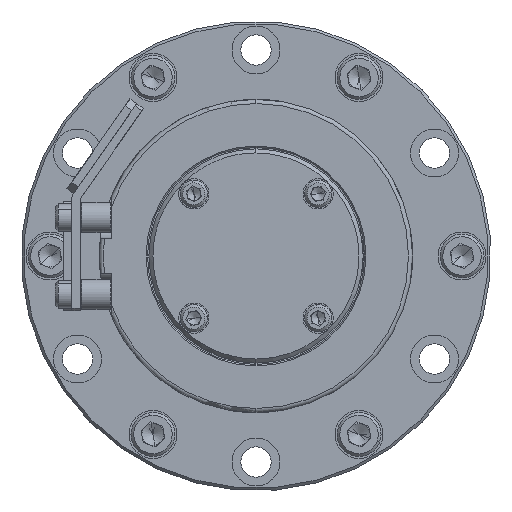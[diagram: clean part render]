
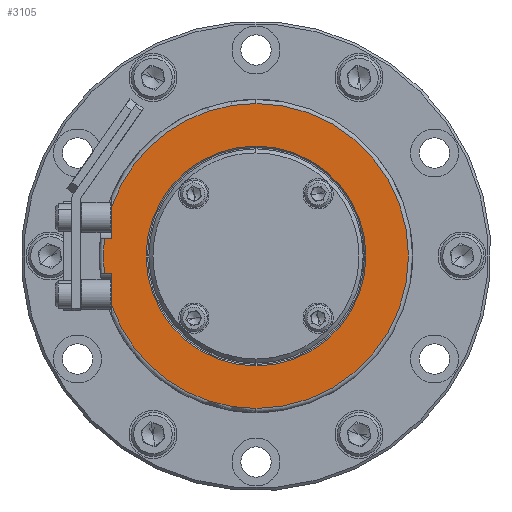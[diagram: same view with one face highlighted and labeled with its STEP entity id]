
A CAD part, left-side view. The second image highlights one B-rep face of the part: STEP entity #3105.
In plain terms, the highlighted planar face has unit normal (-1, 0, 0).
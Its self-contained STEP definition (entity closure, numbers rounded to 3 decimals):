
#157 = DIRECTION ( 'NONE',  ( 1., 0., 0. ) ) ;
#161 = DIRECTION ( 'NONE',  ( -1., 0., 0. ) ) ;
#256 = ORIENTED_EDGE ( 'NONE', *, *, #22265, .T. ) ;
#523 = VERTEX_POINT ( 'NONE', #3964 ) ;
#770 = EDGE_CURVE ( 'NONE', #5204, #17957, #8966, .T. ) ;
#832 = DIRECTION ( 'NONE',  ( 0., 1., 0. ) ) ;
#856 = DIRECTION ( 'NONE',  ( 0., 0., 1. ) ) ;
#1202 = EDGE_CURVE ( 'NONE', #19548, #1659, #10573, .T. ) ;
#1257 = FACE_OUTER_BOUND ( 'NONE', #2390, .T. ) ;
#1475 = EDGE_CURVE ( 'NONE', #19535, #17957, #19782, .T. ) ;
#1659 = VERTEX_POINT ( 'NONE', #9967 ) ;
#1669 = DIRECTION ( 'NONE',  ( -1., 0., 0. ) ) ;
#1795 = CIRCLE ( 'NONE', #21675, 55.5 ) ;
#1937 = DIRECTION ( 'NONE',  ( 0., 1., 0. ) ) ;
#1978 = AXIS2_PLACEMENT_3D ( 'NONE', #10519, #157, #12327 ) ;
#2168 = LINE ( 'NONE', #14080, #20070 ) ;
#2390 = EDGE_LOOP ( 'NONE', ( #17513, #256, #5236, #5313, #8225, #8340, #19430, #8801 ) ) ;
#3105 = ADVANCED_FACE ( 'NONE', ( #4819, #1257 ), #20974, .F. ) ;
#3153 = ORIENTED_EDGE ( 'NONE', *, *, #4210, .F. ) ;
#3259 = EDGE_CURVE ( 'NONE', #12822, #19535, #19983, .T. ) ;
#3461 = ORIENTED_EDGE ( 'NONE', *, *, #14910, .F. ) ;
#3527 = EDGE_CURVE ( 'NONE', #1659, #523, #6997, .T. ) ;
#3604 = CARTESIAN_POINT ( 'NONE',  ( 0., 55.118, -6.5 ) ) ;
#3665 = CARTESIAN_POINT ( 'NONE',  ( 0., 0., 0. ) ) ;
#3747 = AXIS2_PLACEMENT_3D ( 'NONE', #5244, #17351, #7009 ) ;
#3964 = CARTESIAN_POINT ( 'NONE',  ( 0., 52.5, 18. ) ) ;
#4210 = EDGE_CURVE ( 'NONE', #5996, #12028, #8870, .T. ) ;
#4505 = CARTESIAN_POINT ( 'NONE',  ( 0., 55.118, 6.5 ) ) ;
#4819 = FACE_BOUND ( 'NONE', #15166, .T. ) ;
#5204 = VERTEX_POINT ( 'NONE', #4505 ) ;
#5236 = ORIENTED_EDGE ( 'NONE', *, *, #770, .T. ) ;
#5244 = CARTESIAN_POINT ( 'NONE',  ( 0., 0., 0. ) ) ;
#5313 = ORIENTED_EDGE ( 'NONE', *, *, #1475, .F. ) ;
#5410 = DIRECTION ( 'NONE',  ( 0., 0., 1. ) ) ;
#5996 = VERTEX_POINT ( 'NONE', #20314 ) ;
#6002 = AXIS2_PLACEMENT_3D ( 'NONE', #16249, #10211, #15096 ) ;
#6301 = AXIS2_PLACEMENT_3D ( 'NONE', #10603, #161, #12339 ) ;
#6732 = VECTOR ( 'NONE', #21710, 1000. ) ;
#6997 = CIRCLE ( 'NONE', #21312, 55.5 ) ;
#7009 = DIRECTION ( 'NONE',  ( 0., 0., 1. ) ) ;
#8225 = ORIENTED_EDGE ( 'NONE', *, *, #3259, .F. ) ;
#8340 = ORIENTED_EDGE ( 'NONE', *, *, #13220, .T. ) ;
#8473 = CARTESIAN_POINT ( 'NONE',  ( 0., 0., 0. ) ) ;
#8801 = ORIENTED_EDGE ( 'NONE', *, *, #3527, .T. ) ;
#8870 = CIRCLE ( 'NONE', #3747, 40. ) ;
#8966 = CIRCLE ( 'NONE', #6002, 55.5 ) ;
#9612 = CARTESIAN_POINT ( 'NONE',  ( 0., 52.5, 0. ) ) ;
#9633 = CARTESIAN_POINT ( 'NONE',  ( 0., 52.5, 6.5 ) ) ;
#9967 = CARTESIAN_POINT ( 'NONE',  ( 0., 0., 55.5 ) ) ;
#10204 = DIRECTION ( 'NONE',  ( 0., 0., 1. ) ) ;
#10211 = DIRECTION ( 'NONE',  ( -1., 0., 0. ) ) ;
#10519 = CARTESIAN_POINT ( 'NONE',  ( 0., 40., 0. ) ) ;
#10573 = CIRCLE ( 'NONE', #6301, 55.5 ) ;
#10603 = CARTESIAN_POINT ( 'NONE',  ( 0., 0., 0. ) ) ;
#10638 = CARTESIAN_POINT ( 'NONE',  ( 0., 0., 40. ) ) ;
#12028 = VERTEX_POINT ( 'NONE', #10638 ) ;
#12100 = CARTESIAN_POINT ( 'NONE',  ( 0., 0., 0. ) ) ;
#12327 = DIRECTION ( 'NONE',  ( 0., 0., -1. ) ) ;
#12339 = DIRECTION ( 'NONE',  ( 0., 0., 1. ) ) ;
#12822 = VERTEX_POINT ( 'NONE', #16170 ) ;
#13220 = EDGE_CURVE ( 'NONE', #12822, #19548, #1795, .T. ) ;
#13618 = CARTESIAN_POINT ( 'NONE',  ( 0., 52.5, -6.5 ) ) ;
#13814 = DIRECTION ( 'NONE',  ( 0., 0., 1. ) ) ;
#14080 = CARTESIAN_POINT ( 'NONE',  ( 0., 52.5, 6.5 ) ) ;
#14910 = EDGE_CURVE ( 'NONE', #12028, #5996, #22110, .T. ) ;
#15096 = DIRECTION ( 'NONE',  ( 0., 0., 1. ) ) ;
#15166 = EDGE_LOOP ( 'NONE', ( #3461, #3153 ) ) ;
#15775 = DIRECTION ( 'NONE',  ( -1., 0., 0. ) ) ;
#16170 = CARTESIAN_POINT ( 'NONE',  ( 0., 52.5, -18. ) ) ;
#16249 = CARTESIAN_POINT ( 'NONE',  ( 0., 0., 0. ) ) ;
#16929 = VECTOR ( 'NONE', #856, 1000. ) ;
#16959 = AXIS2_PLACEMENT_3D ( 'NONE', #8473, #20566, #10204 ) ;
#17351 = DIRECTION ( 'NONE',  ( -1., 0., 0. ) ) ;
#17488 = LINE ( 'NONE', #19974, #16929 ) ;
#17513 = ORIENTED_EDGE ( 'NONE', *, *, #19320, .F. ) ;
#17957 = VERTEX_POINT ( 'NONE', #3604 ) ;
#18124 = CARTESIAN_POINT ( 'NONE',  ( 0., 52.5, -6.5 ) ) ;
#18841 = CARTESIAN_POINT ( 'NONE',  ( 0., 0., -55.5 ) ) ;
#19238 = VECTOR ( 'NONE', #832, 1000. ) ;
#19320 = EDGE_CURVE ( 'NONE', #22351, #523, #17488, .T. ) ;
#19430 = ORIENTED_EDGE ( 'NONE', *, *, #1202, .T. ) ;
#19535 = VERTEX_POINT ( 'NONE', #13618 ) ;
#19548 = VERTEX_POINT ( 'NONE', #18841 ) ;
#19782 = LINE ( 'NONE', #18124, #19238 ) ;
#19974 = CARTESIAN_POINT ( 'NONE',  ( 0., 52.5, 6.5 ) ) ;
#19983 = LINE ( 'NONE', #9612, #6732 ) ;
#20070 = VECTOR ( 'NONE', #1937, 1000. ) ;
#20314 = CARTESIAN_POINT ( 'NONE',  ( 0., 0., -40. ) ) ;
#20566 = DIRECTION ( 'NONE',  ( -1., 0., 0. ) ) ;
#20974 = PLANE ( 'NONE',  #1978 ) ;
#21312 = AXIS2_PLACEMENT_3D ( 'NONE', #12100, #1669, #13814 ) ;
#21675 = AXIS2_PLACEMENT_3D ( 'NONE', #3665, #15775, #5410 ) ;
#21710 = DIRECTION ( 'NONE',  ( 0., 0., 1. ) ) ;
#22110 = CIRCLE ( 'NONE', #16959, 40. ) ;
#22265 = EDGE_CURVE ( 'NONE', #22351, #5204, #2168, .T. ) ;
#22351 = VERTEX_POINT ( 'NONE', #9633 ) ;
